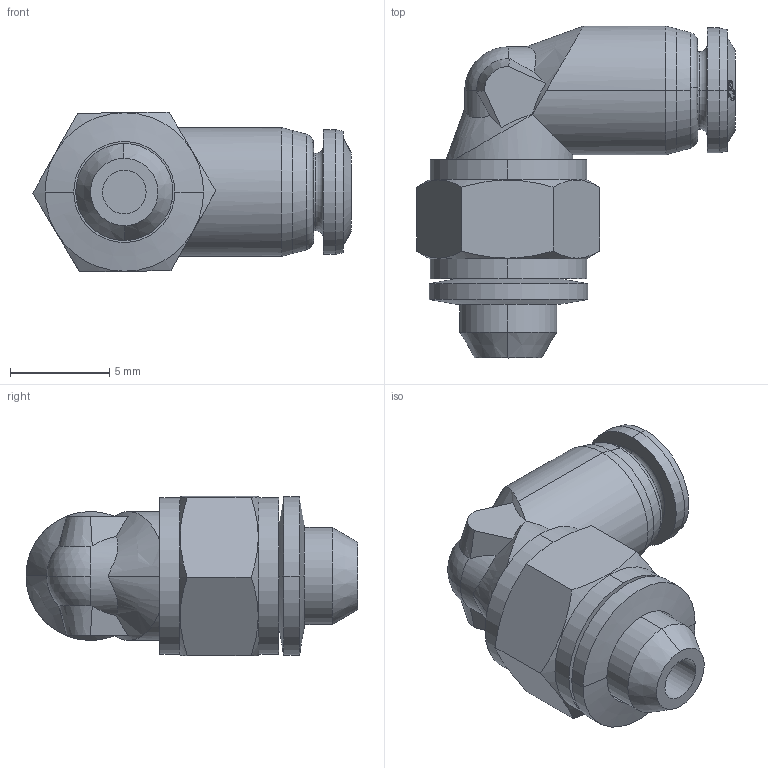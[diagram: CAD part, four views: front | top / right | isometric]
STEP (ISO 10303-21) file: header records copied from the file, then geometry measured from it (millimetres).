
FILE_DESCRIPTION (( 'STEP AP214' ), '1' );
FILE_NAME ('5611500002.step', '2012-10-22T17:00:19', ( '' ), ( '' ), 'SwSTEP 2.0', 'SolidWorks 2012', '' );
FILE_SCHEMA (( 'AUTOMOTIVE_DESIGN' ));
Length unit declared in the file: millimetre
Products named in the file (1): 5611500002
Bounding box: 16.07 x 16.75 x 8.06 mm (x, y, z)
Volume: 800.2 mm3; surface area: 780.6 mm2
Topology: 2 solids, 2 shells, 161 faces, 419 edges, 273 vertices
Faces by surface type: bspline 55, cone 36, cylinder 31, plane 29, torus 8, sphere 2
Entity records: 8793 total; most frequent: CARTESIAN_POINT 3548, ORIENTED_EDGE 838, DIRECTION 515, EDGE_CURVE 419, VERTEX_POINT 273, B_SPLINE_CURVE_WITH_KNOTS 225, AXIS2_PLACEMENT_3D 220, EDGE_LOOP 174
